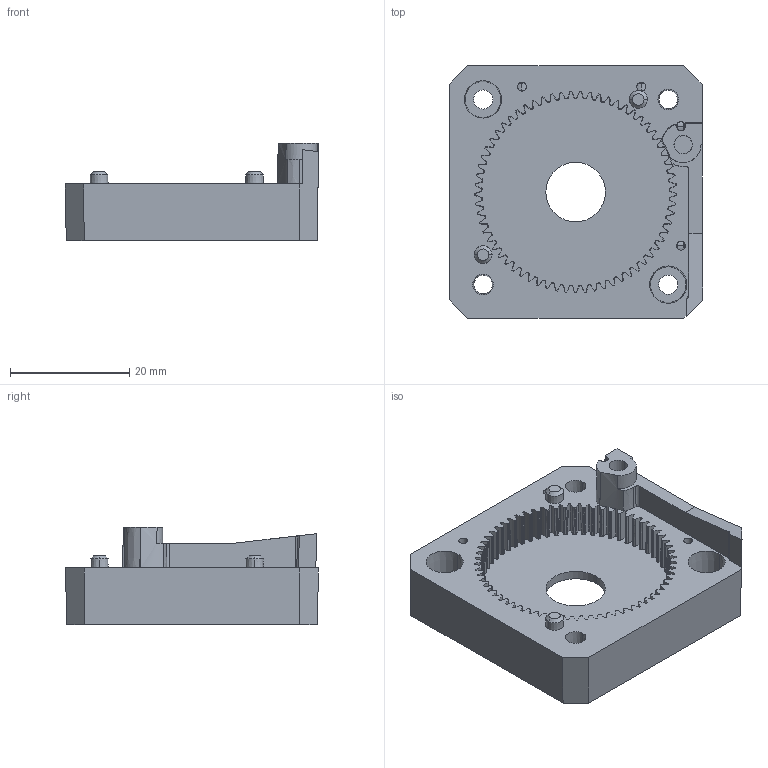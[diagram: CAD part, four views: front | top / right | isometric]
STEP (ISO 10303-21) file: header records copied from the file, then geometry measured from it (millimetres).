
FILE_DESCRIPTION (( 'STEP AP214' ), '1' );
FILE_NAME ('JXHSV06-08003-d Gear Seat.step', '2023-06-08T06:47:29', ( '微软用户' ), ( '微软中国' ), 'SwSTEP 2.0', 'SolidWorks 2020', '' );
FILE_SCHEMA (( 'AUTOMOTIVE_DESIGN' ));
Length unit declared in the file: millimetre
Products named in the file (1): JXHSV06-08003-d Gear Seat
Bounding box: 42.45 x 42.33 x 16.3 mm (x, y, z)
Volume: 8084.3 mm3; surface area: 9537.5 mm2
Topology: 7 solids, 7 shells, 736 faces, 2123 edges, 1408 vertices
Faces by surface type: bspline 305, cone 200, plane 160, cylinder 71
Entity records: 30903 total; most frequent: CARTESIAN_POINT 14392, ORIENTED_EDGE 4238, DIRECTION 2193, EDGE_CURVE 2119, VERTEX_POINT 1408, B_SPLINE_CURVE_WITH_KNOTS 1102, AXIS2_PLACEMENT_3D 871, EDGE_LOOP 781
